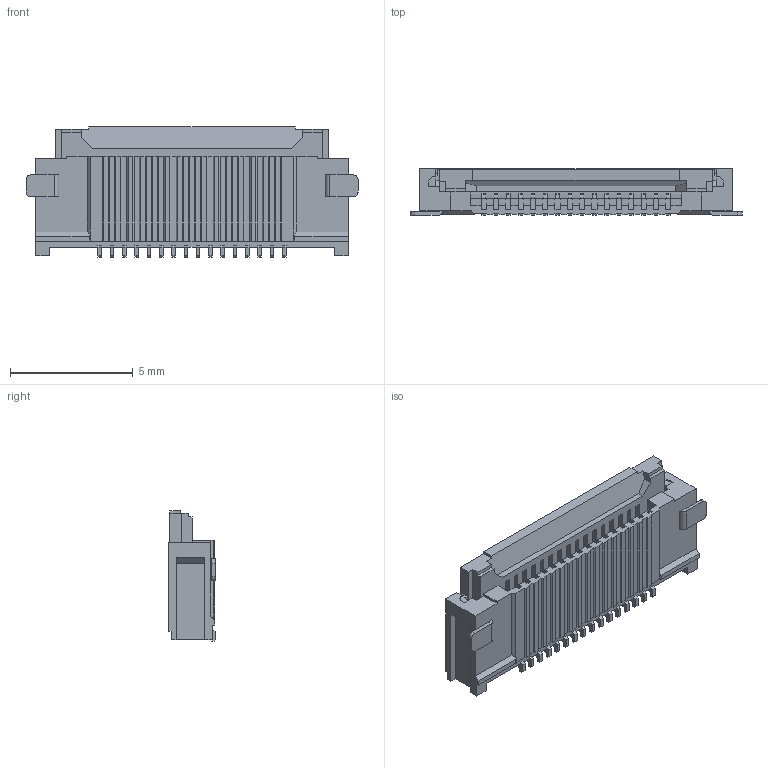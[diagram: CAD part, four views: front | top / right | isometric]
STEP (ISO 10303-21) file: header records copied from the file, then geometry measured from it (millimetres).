
FILE_DESCRIPTION((''),'2;1');
FILE_NAME('5051101692','2019-06-14T',('gga'),(''),'PRO/ENGINEER BY PARAMETRIC TECHNOLOGY CORPORATION, 2016010','PRO/ENGINEER BY PARAMETRIC TECHNOLOGY CORPORATION, 2016010','');
FILE_SCHEMA(('CONFIG_CONTROL_DESIGN'));
Length unit declared in the file: millimetre
Products named in the file (1): 5051101692
Bounding box: 13.5 x 1.9 x 5.3 mm (x, y, z)
Volume: 74.2 mm3; surface area: 334.5 mm2
Topology: 1 solids, 1 shells, 1022 faces, 3010 edges, 2004 vertices
Faces by surface type: plane 878, cylinder 144
Entity records: 33442 total; most frequent: CARTESIAN_POINT 5972, ORIENTED_EDGE 5876, DIRECTION 5342, EDGE_CURVE 2938, VECTOR 2720, LINE 2720, VERTEX_POINT 1932, AXIS2_PLACEMENT_3D 1311
